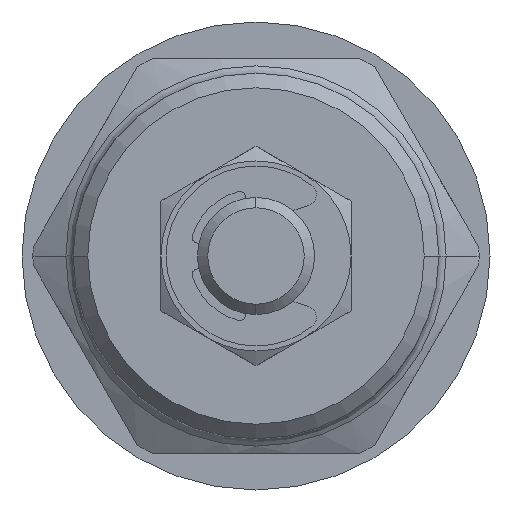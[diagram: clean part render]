
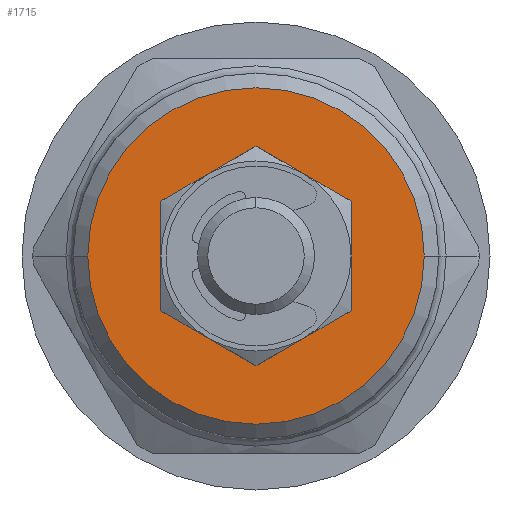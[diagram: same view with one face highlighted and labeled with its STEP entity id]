
A CAD part, left-side view. The second image highlights one B-rep face of the part: STEP entity #1715.
In plain terms, the highlighted planar face has unit normal (-1, 0, 0).
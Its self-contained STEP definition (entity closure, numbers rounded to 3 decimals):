
#73 = DIRECTION ( 'NONE',  ( 0., 0., -1. ) ) ;
#137 = ORIENTED_EDGE ( 'NONE', *, *, #4978, .T. ) ;
#572 = VERTEX_POINT ( 'NONE', #3642 ) ;
#577 = CARTESIAN_POINT ( 'NONE',  ( -15., 0., 0. ) ) ;
#896 = DIRECTION ( 'NONE',  ( 1., 0., 0. ) ) ;
#942 = CARTESIAN_POINT ( 'NONE',  ( -15., 6.5, 0. ) ) ;
#980 = CARTESIAN_POINT ( 'NONE',  ( -15., 0., 0. ) ) ;
#1049 = CIRCLE ( 'NONE', #2009, 6.5 ) ;
#1129 = EDGE_CURVE ( 'NONE', #1189, #3907, #1355, .T. ) ;
#1189 = VERTEX_POINT ( 'NONE', #4666 ) ;
#1256 = EDGE_CURVE ( 'NONE', #1483, #572, #3633, .T. ) ;
#1355 = CIRCLE ( 'NONE', #5891, 6.5 ) ;
#1483 = VERTEX_POINT ( 'NONE', #3168 ) ;
#1715 = ADVANCED_FACE ( 'NONE', ( #2873, #4399 ), #2479, .F. ) ;
#1903 = DIRECTION ( 'NONE',  ( 0., -1., 0. ) ) ;
#2009 = AXIS2_PLACEMENT_3D ( 'NONE', #577, #5875, #5406 ) ;
#2112 = CIRCLE ( 'NONE', #4525, 11.5 ) ;
#2150 = CARTESIAN_POINT ( 'NONE',  ( -15., 0., 0. ) ) ;
#2332 = EDGE_LOOP ( 'NONE', ( #5686, #137 ) ) ;
#2445 = AXIS2_PLACEMENT_3D ( 'NONE', #2150, #3477, #4804 ) ;
#2479 = PLANE ( 'NONE',  #5612 ) ;
#2818 = DIRECTION ( 'NONE',  ( 0., 1., 0. ) ) ;
#2873 = FACE_BOUND ( 'NONE', #3849, .T. ) ;
#3168 = CARTESIAN_POINT ( 'NONE',  ( -15., -11.5, 0. ) ) ;
#3319 = CARTESIAN_POINT ( 'NONE',  ( -15., 0., 0. ) ) ;
#3477 = DIRECTION ( 'NONE',  ( -1., 0., 0. ) ) ;
#3489 = ORIENTED_EDGE ( 'NONE', *, *, #1129, .F. ) ;
#3633 = CIRCLE ( 'NONE', #2445, 11.5 ) ;
#3642 = CARTESIAN_POINT ( 'NONE',  ( -15., 11.5, 0. ) ) ;
#3849 = EDGE_LOOP ( 'NONE', ( #5099, #3489 ) ) ;
#3907 = VERTEX_POINT ( 'NONE', #942 ) ;
#3954 = CARTESIAN_POINT ( 'NONE',  ( -15., 0., -11.5 ) ) ;
#4327 = EDGE_CURVE ( 'NONE', #3907, #1189, #1049, .T. ) ;
#4399 = FACE_OUTER_BOUND ( 'NONE', #2332, .T. ) ;
#4525 = AXIS2_PLACEMENT_3D ( 'NONE', #980, #4605, #2818 ) ;
#4605 = DIRECTION ( 'NONE',  ( -1., 0., 0. ) ) ;
#4659 = DIRECTION ( 'NONE',  ( -1., 0., 0. ) ) ;
#4666 = CARTESIAN_POINT ( 'NONE',  ( -15., -6.5, 0. ) ) ;
#4804 = DIRECTION ( 'NONE',  ( 0., 1., 0. ) ) ;
#4978 = EDGE_CURVE ( 'NONE', #572, #1483, #2112, .T. ) ;
#5099 = ORIENTED_EDGE ( 'NONE', *, *, #4327, .F. ) ;
#5406 = DIRECTION ( 'NONE',  ( 0., 0., -1. ) ) ;
#5612 = AXIS2_PLACEMENT_3D ( 'NONE', #3954, #896, #1903 ) ;
#5686 = ORIENTED_EDGE ( 'NONE', *, *, #1256, .T. ) ;
#5875 = DIRECTION ( 'NONE',  ( -1., 0., 0. ) ) ;
#5891 = AXIS2_PLACEMENT_3D ( 'NONE', #3319, #4659, #73 ) ;
